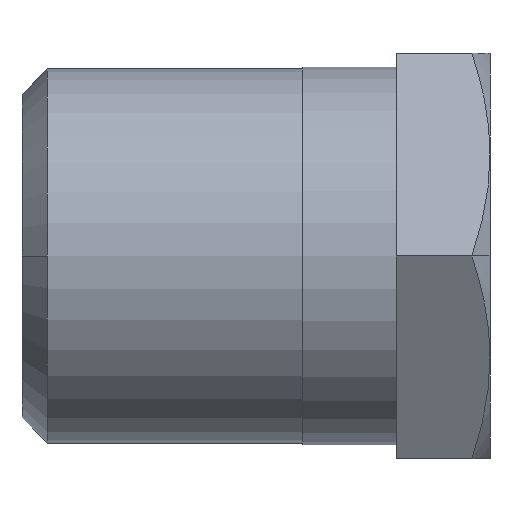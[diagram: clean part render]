
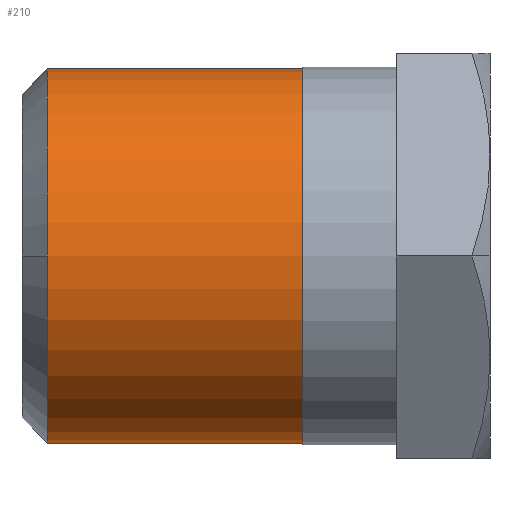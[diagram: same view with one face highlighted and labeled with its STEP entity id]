
A CAD part, front view. The second image highlights one B-rep face of the part: STEP entity #210.
In plain terms, the highlighted cylindrical face has radius 6 mm (diameter 12 mm), a partial arc.
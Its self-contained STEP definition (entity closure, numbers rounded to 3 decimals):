
#188=EDGE_CURVE('',#220,#208,#473,.T.);
#208=VERTEX_POINT('',#495);
#210=ADVANCED_FACE('',(#497),#498,.T.);
#220=VERTEX_POINT('',#512);
#244=EDGE_CURVE('',#220,#288,#538,.T.);
#270=EDGE_CURVE('',#288,#280,#566,.T.);
#280=VERTEX_POINT('',#577);
#288=VERTEX_POINT('',#585);
#324=EDGE_CURVE('',#330,#208,#623,.T.);
#330=VERTEX_POINT('',#629);
#408=EDGE_CURVE('',#280,#330,#721,.T.);
#473=CIRCLE('',#802,6.0);
#495=CARTESIAN_POINT('',(9.0,0.0,-6.0));
#497=FACE_OUTER_BOUND('',#846,.T.);
#498=CYLINDRICAL_SURFACE('',#847,6.0);
#512=CARTESIAN_POINT('',(9.0,0.,6.0));
#538=LINE('',#927,#928);
#566=CIRCLE('',#988,6.0);
#577=CARTESIAN_POINT('',(0.812,-6.0,0.));
#585=CARTESIAN_POINT('',(0.812,0.,6.0));
#623=LINE('',#1089,#1090);
#629=CARTESIAN_POINT('',(0.812,0.,-6.0));
#721=CIRCLE('',#1241,6.0);
#802=AXIS2_PLACEMENT_3D('',#1297,#1298,#1299);
#846=EDGE_LOOP('',(#1322,#1323,#1324,#1325,#1326));
#847=AXIS2_PLACEMENT_3D('',#1327,#1328,#1329);
#927=CARTESIAN_POINT('',(4.5,0.,6.0));
#928=VECTOR('',#1381,1.0);
#988=AXIS2_PLACEMENT_3D('',#1407,#1408,#1409);
#1089=CARTESIAN_POINT('',(4.5,0.,-6.0));
#1090=VECTOR('',#1459,1.0);
#1241=AXIS2_PLACEMENT_3D('',#1592,#1593,#1594);
#1297=CARTESIAN_POINT('',(9.0,0.0,0.0));
#1298=DIRECTION('',(1.0,0.0,0.0));
#1299=DIRECTION('',(0.0,0.0,-1.0));
#1322=ORIENTED_EDGE('',*,*,#324,.T.);
#1323=ORIENTED_EDGE('',*,*,#188,.F.);
#1324=ORIENTED_EDGE('',*,*,#244,.T.);
#1325=ORIENTED_EDGE('',*,*,#270,.T.);
#1326=ORIENTED_EDGE('',*,*,#408,.T.);
#1327=CARTESIAN_POINT('',(4.5,0.0,0.0));
#1328=DIRECTION('',(-1.0,-0.0,-0.0));
#1329=DIRECTION('',(0.0,0.0,-1.0));
#1381=DIRECTION('',(-1.0,-0.0,-0.0));
#1407=CARTESIAN_POINT('',(0.812,0.0,0.0));
#1408=DIRECTION('',(1.0,0.0,0.));
#1409=DIRECTION('',(0.,0.0,-1.0));
#1459=DIRECTION('',(1.0,0.0,0.0));
#1592=CARTESIAN_POINT('',(0.812,0.0,0.0));
#1593=DIRECTION('',(1.0,0.0,0.));
#1594=DIRECTION('',(0.,0.0,-1.0));
